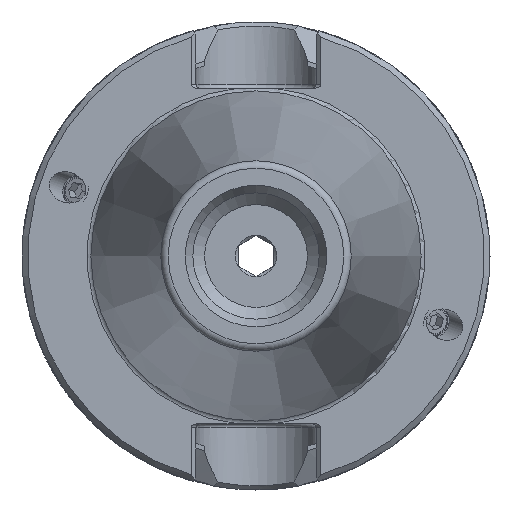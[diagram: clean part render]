
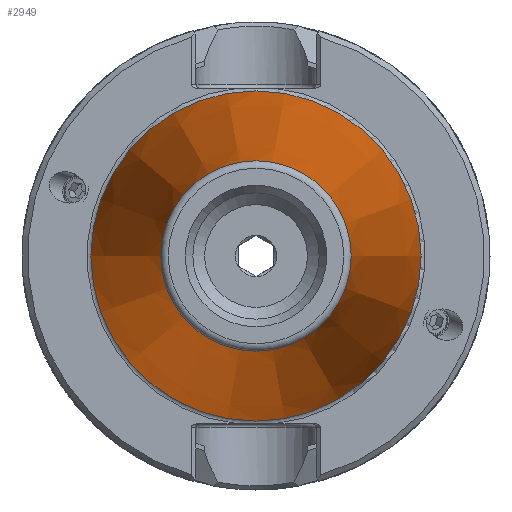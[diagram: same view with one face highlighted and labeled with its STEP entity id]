
A CAD part, left-side view. The second image highlights one B-rep face of the part: STEP entity #2949.
In plain terms, the highlighted conical face has half-angle 8.297 degrees and reference radius 17.456 mm.
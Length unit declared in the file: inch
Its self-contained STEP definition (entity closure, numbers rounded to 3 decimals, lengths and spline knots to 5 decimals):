
#433=CONICAL_SURFACE('',#3207,0.68724,8.297);
#666=FACE_BOUND('',#1132,.T.);
#742=CIRCLE('',#3190,0.875);
#750=CIRCLE('',#3205,0.50448);
#899=FACE_OUTER_BOUND('',#1131,.T.);
#1131=EDGE_LOOP('',(#2258));
#1132=EDGE_LOOP('',(#2259));
#1413=VERTEX_POINT('',#4821);
#1421=VERTEX_POINT('',#4844);
#1736=EDGE_CURVE('',#1413,#1413,#742,.T.);
#1744=EDGE_CURVE('',#1421,#1421,#750,.T.);
#2258=ORIENTED_EDGE('',*,*,#1736,.T.);
#2259=ORIENTED_EDGE('',*,*,#1744,.F.);
#2949=ADVANCED_FACE('',(#899,#666),#433,.T.);
#3190=AXIS2_PLACEMENT_3D('',#4822,#3694,#3695);
#3205=AXIS2_PLACEMENT_3D('',#4845,#3724,#3725);
#3207=AXIS2_PLACEMENT_3D('',#4847,#3728,#3729);
#3694=DIRECTION('center_axis',(-1.,0.,0.));
#3695=DIRECTION('ref_axis',(0.,1.,0.));
#3724=DIRECTION('center_axis',(-1.,0.,0.));
#3725=DIRECTION('ref_axis',(0.,-1.,0.));
#3728=DIRECTION('center_axis',(1.,0.,0.));
#3729=DIRECTION('ref_axis',(0.,1.,0.));
#4821=CARTESIAN_POINT('',(0.00001,0.875,0.));
#4822=CARTESIAN_POINT('Origin',(0.00001,0.,0.));
#4844=CARTESIAN_POINT('',(-2.54077,0.50448,0.));
#4845=CARTESIAN_POINT('Origin',(-2.54077,0.,
0.));
#4847=CARTESIAN_POINT('Origin',(-1.2875,0.,0.));
